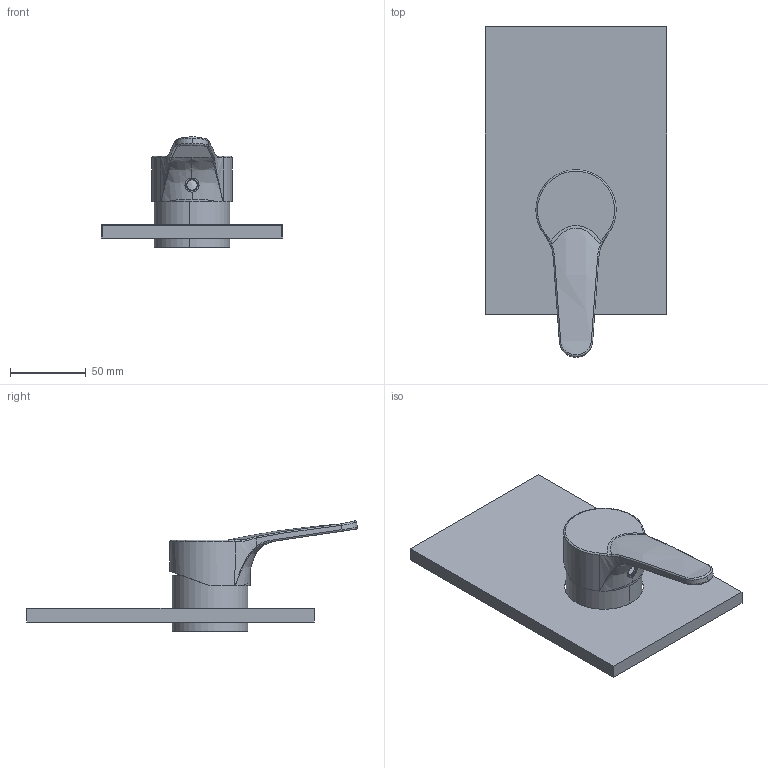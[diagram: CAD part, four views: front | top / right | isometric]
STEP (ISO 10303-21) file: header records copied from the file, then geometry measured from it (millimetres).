
FILE_DESCRIPTION (( 'STEP AP214' ), '1' );
FILE_NAME ('22189.STEP', '2024-02-08T14:17:06', ( '' ), ( '' ), 'SwSTEP 2.0', 'SolidWorks 2018', '' );
FILE_SCHEMA (( 'AUTOMOTIVE_DESIGN' ));
Length unit declared in the file: millimetre
Products named in the file (5): 0102200000; piastra 12189; cappuccio minimalista; contenitore cart. diam.40; 22189
Assembly tree (4 placements, depth 2):
  22189
    piastra 12189
    contenitore cart. diam.40
    cappuccio minimalista
    0102200000
Bounding box: 120 x 218.35 x 72.79 mm (x, y, z)
Volume: 126098.8 mm3; surface area: 83898.3 mm2
Topology: 4 solids, 4 shells, 160 faces, 375 edges, 224 vertices
Faces by surface type: bspline 61, plane 52, cylinder 47
Entity records: 8531 total; most frequent: CARTESIAN_POINT 5284, ORIENTED_EDGE 750, DIRECTION 450, EDGE_CURVE 375, VERTEX_POINT 224, EDGE_LOOP 167, AXIS2_PLACEMENT_3D 165, ADVANCED_FACE 160
